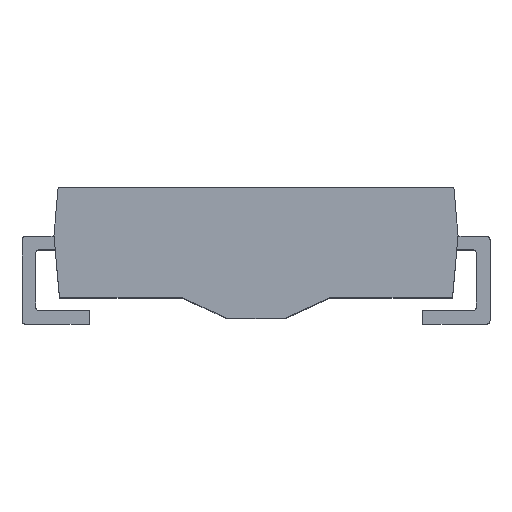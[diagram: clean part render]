
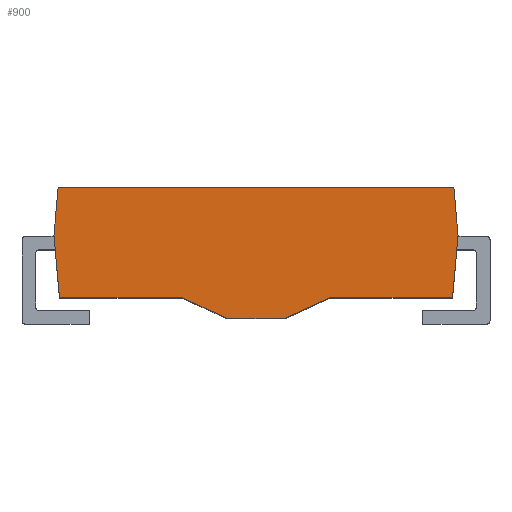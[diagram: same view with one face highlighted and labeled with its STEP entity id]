
A CAD part, top view. The second image highlights one B-rep face of the part: STEP entity #900.
In plain terms, the highlighted planar face has unit normal (0, 0, 1).
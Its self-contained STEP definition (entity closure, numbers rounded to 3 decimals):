
#157=DIRECTION('',(0.088,-0.996,0.));
#158=VECTOR('',#157,1.067);
#159=CARTESIAN_POINT('',(-3.428,0.198,2.953));
#160=LINE('',#159,#158);
#161=DIRECTION('',(-0.088,-0.996,0.));
#162=VECTOR('',#161,0.811);
#163=CARTESIAN_POINT('',(-3.357,1.005,2.953));
#164=LINE('',#163,#162);
#165=DIRECTION('',(-1.,0.,0.));
#166=VECTOR('',#165,6.714);
#167=CARTESIAN_POINT('',(3.357,1.005,2.953));
#168=LINE('',#167,#166);
#169=DIRECTION('',(-0.088,0.996,0.));
#170=VECTOR('',#169,0.811);
#171=CARTESIAN_POINT('',(3.428,0.198,2.953));
#172=LINE('',#171,#170);
#173=DIRECTION('',(0.088,0.996,0.));
#174=VECTOR('',#173,1.067);
#175=CARTESIAN_POINT('',(3.335,-0.865,2.953));
#176=LINE('',#175,#174);
#177=DIRECTION('',(1.,0.,0.));
#178=VECTOR('',#177,1.147);
#179=CARTESIAN_POINT('',(2.188,-0.865,2.953));
#180=LINE('',#179,#178);
#181=DIRECTION('',(1.,0.,0.));
#182=VECTOR('',#181,0.941);
#183=CARTESIAN_POINT('',(1.247,-0.865,2.953));
#184=LINE('',#183,#182);
#185=DIRECTION('',(0.908,0.42,0.));
#186=VECTOR('',#185,0.822);
#187=CARTESIAN_POINT('',(0.5,-1.21,2.953));
#188=LINE('',#187,#186);
#189=DIRECTION('',(1.,0.,0.));
#190=VECTOR('',#189,1.);
#191=CARTESIAN_POINT('',(-0.5,-1.21,2.953));
#192=LINE('',#191,#190);
#193=DIRECTION('',(0.908,-0.42,0.));
#194=VECTOR('',#193,0.822);
#195=CARTESIAN_POINT('',(-1.246,-0.865,2.953));
#196=LINE('',#195,#194);
#197=DIRECTION('',(1.,0.,0.));
#198=VECTOR('',#197,0.941);
#199=CARTESIAN_POINT('',(-2.187,-0.865,2.953));
#200=LINE('',#199,#198);
#201=DIRECTION('',(1.,0.,0.));
#202=VECTOR('',#201,1.147);
#203=CARTESIAN_POINT('',(-3.334,-0.865,2.953));
#204=LINE('',#203,#202);
#601=CARTESIAN_POINT('',(-3.428,0.198,2.953));
#602=CARTESIAN_POINT('',(-3.334,-0.865,2.953));
#603=VERTEX_POINT('',#601);
#604=VERTEX_POINT('',#602);
#605=CARTESIAN_POINT('',(-2.187,-0.865,2.953));
#606=VERTEX_POINT('',#605);
#607=CARTESIAN_POINT('',(-1.246,-0.865,2.953));
#608=VERTEX_POINT('',#607);
#609=CARTESIAN_POINT('',(-0.5,-1.21,2.953));
#610=VERTEX_POINT('',#609);
#611=CARTESIAN_POINT('',(0.5,-1.21,2.953));
#612=VERTEX_POINT('',#611);
#613=CARTESIAN_POINT('',(1.247,-0.865,2.953));
#614=VERTEX_POINT('',#613);
#615=CARTESIAN_POINT('',(2.188,-0.865,2.953));
#616=VERTEX_POINT('',#615);
#617=CARTESIAN_POINT('',(3.335,-0.865,2.953));
#618=VERTEX_POINT('',#617);
#619=CARTESIAN_POINT('',(3.428,0.198,2.953));
#620=VERTEX_POINT('',#619);
#621=CARTESIAN_POINT('',(3.357,1.005,2.953));
#622=VERTEX_POINT('',#621);
#623=CARTESIAN_POINT('',(-3.357,1.005,2.953));
#624=VERTEX_POINT('',#623);
#881=CARTESIAN_POINT('',(0.,0.,2.953));
#882=DIRECTION('',(0.,0.,1.));
#883=DIRECTION('',(1.,0.,0.));
#884=AXIS2_PLACEMENT_3D('',#881,#882,#883);
#885=PLANE('',#884);
#886=ORIENTED_EDGE('',*,*,#667,.F.);
#887=ORIENTED_EDGE('',*,*,#692,.F.);
#888=ORIENTED_EDGE('',*,*,#707,.F.);
#889=ORIENTED_EDGE('',*,*,#753,.F.);
#890=ORIENTED_EDGE('',*,*,#768,.F.);
#891=ORIENTED_EDGE('',*,*,#792,.F.);
#892=ORIENTED_EDGE('',*,*,#806,.F.);
#893=ORIENTED_EDGE('',*,*,#820,.F.);
#894=ORIENTED_EDGE('',*,*,#834,.F.);
#895=ORIENTED_EDGE('',*,*,#848,.F.);
#896=ORIENTED_EDGE('',*,*,#862,.F.);
#897=ORIENTED_EDGE('',*,*,#875,.F.);
#898=EDGE_LOOP('',(#886,#887,#888,#889,#890,#891,#892,#893,#894,#895,#896,
#897));
#899=FACE_OUTER_BOUND('',#898,.F.);
#667=EDGE_CURVE('',#603,#604,#160,.T.);
#692=EDGE_CURVE('',#624,#603,#164,.T.);
#707=EDGE_CURVE('',#622,#624,#168,.T.);
#753=EDGE_CURVE('',#620,#622,#172,.T.);
#768=EDGE_CURVE('',#618,#620,#176,.T.);
#792=EDGE_CURVE('',#616,#618,#180,.T.);
#806=EDGE_CURVE('',#614,#616,#184,.T.);
#820=EDGE_CURVE('',#612,#614,#188,.T.);
#834=EDGE_CURVE('',#610,#612,#192,.T.);
#848=EDGE_CURVE('',#608,#610,#196,.T.);
#862=EDGE_CURVE('',#606,#608,#200,.T.);
#875=EDGE_CURVE('',#604,#606,#204,.T.);
#900=ADVANCED_FACE('',(#899),#885,.T.);
